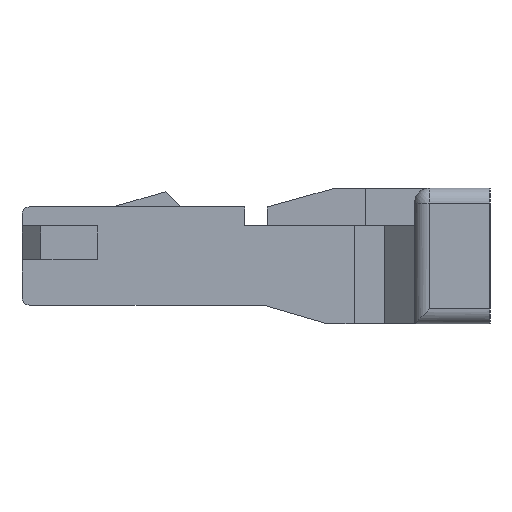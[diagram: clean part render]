
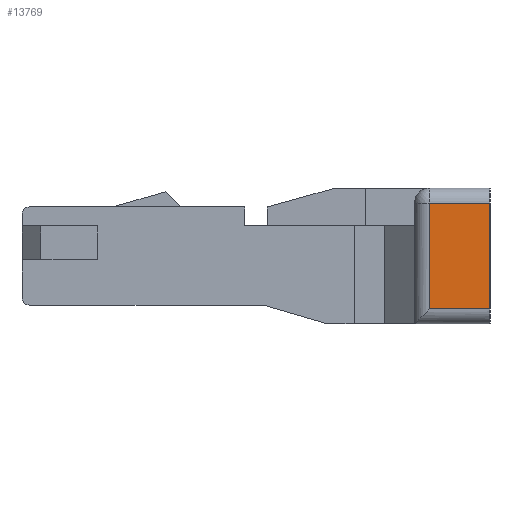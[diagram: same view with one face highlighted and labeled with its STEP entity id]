
A CAD part, left-side view. The second image highlights one B-rep face of the part: STEP entity #13769.
In plain terms, the highlighted planar face has unit normal (-1, 0, 0).
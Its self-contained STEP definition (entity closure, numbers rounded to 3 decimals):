
#55 = CYLINDRICAL_SURFACE('',#56,0.2);
#56 = AXIS2_PLACEMENT_3D('',#57,#58,#59);
#57 = CARTESIAN_POINT('',(-5.16,-10.582,-0.7));
#58 = DIRECTION('',(0.,1.,0.));
#59 = DIRECTION('',(0.,0.,-1.));
#105 = PLANE('',#106);
#106 = AXIS2_PLACEMENT_3D('',#107,#108,#109);
#107 = CARTESIAN_POINT('',(-5.36,-2.5,-0.9));
#108 = DIRECTION('',(0.,-1.,0.));
#109 = DIRECTION('',(1.,0.,0.));
#476 = EDGE_CURVE('',#477,#479,#481,.T.);
#477 = VERTEX_POINT('',#478);
#478 = CARTESIAN_POINT('',(-5.36,-2.5,-0.7));
#479 = VERTEX_POINT('',#480);
#480 = CARTESIAN_POINT('',(-5.36,-1.7,-0.7));
#481 = SURFACE_CURVE('',#482,(#486,#515),.PCURVE_S1.);
#482 = LINE('',#483,#484);
#483 = CARTESIAN_POINT('',(-5.36,-2.5,-0.7));
#484 = VECTOR('',#485,1.);
#485 = DIRECTION('',(0.,1.,0.));
#486 = PCURVE('',#55,#487);
#487 = DEFINITIONAL_REPRESENTATION('',(#488),#514);
#488 = B_SPLINE_CURVE_WITH_KNOTS('',3,(#489,#490,#491,#492,#493,#494,
    #495,#496,#497,#498,#499,#500,#501,#502,#503,#504,#505,#506,#507,
    #508,#509,#510,#511,#512,#513),.UNSPECIFIED.,.F.,.F.,(4,1,1,1,1,1,1,
    1,1,1,1,1,1,1,1,1,1,1,1,1,1,1,4),(0.,0.036,
    0.073,0.109,0.145,0.182,
    0.218,0.255,0.291,0.327,
    0.364,0.4,0.436,0.473,0.509,
    0.545,0.582,0.618,0.655,
    0.691,0.727,0.764,0.8),
  .QUASI_UNIFORM_KNOTS.);
#489 = CARTESIAN_POINT('',(1.571,8.082));
#490 = CARTESIAN_POINT('',(1.571,8.094));
#491 = CARTESIAN_POINT('',(1.571,8.119));
#492 = CARTESIAN_POINT('',(1.571,8.155));
#493 = CARTESIAN_POINT('',(1.571,8.191));
#494 = CARTESIAN_POINT('',(1.571,8.228));
#495 = CARTESIAN_POINT('',(1.571,8.264));
#496 = CARTESIAN_POINT('',(1.571,8.301));
#497 = CARTESIAN_POINT('',(1.571,8.337));
#498 = CARTESIAN_POINT('',(1.571,8.373));
#499 = CARTESIAN_POINT('',(1.571,8.41));
#500 = CARTESIAN_POINT('',(1.571,8.446));
#501 = CARTESIAN_POINT('',(1.571,8.482));
#502 = CARTESIAN_POINT('',(1.571,8.519));
#503 = CARTESIAN_POINT('',(1.571,8.555));
#504 = CARTESIAN_POINT('',(1.571,8.591));
#505 = CARTESIAN_POINT('',(1.571,8.628));
#506 = CARTESIAN_POINT('',(1.571,8.664));
#507 = CARTESIAN_POINT('',(1.571,8.701));
#508 = CARTESIAN_POINT('',(1.571,8.737));
#509 = CARTESIAN_POINT('',(1.571,8.773));
#510 = CARTESIAN_POINT('',(1.571,8.81));
#511 = CARTESIAN_POINT('',(1.571,8.846));
#512 = CARTESIAN_POINT('',(1.571,8.87));
#513 = CARTESIAN_POINT('',(1.571,8.882));
#514 = ( GEOMETRIC_REPRESENTATION_CONTEXT(2) 
PARAMETRIC_REPRESENTATION_CONTEXT() REPRESENTATION_CONTEXT('2D SPACE',''
  ) );
#515 = PCURVE('',#516,#521);
#516 = PLANE('',#517);
#517 = AXIS2_PLACEMENT_3D('',#518,#519,#520);
#518 = CARTESIAN_POINT('',(-5.36,-1.5,-0.9));
#519 = DIRECTION('',(-1.,0.,0.));
#520 = DIRECTION('',(0.,-1.,0.));
#521 = DEFINITIONAL_REPRESENTATION('',(#522),#526);
#522 = LINE('',#523,#524);
#523 = CARTESIAN_POINT('',(1.,0.2));
#524 = VECTOR('',#525,1.);
#525 = DIRECTION('',(-1.,0.));
#526 = ( GEOMETRIC_REPRESENTATION_CONTEXT(2) 
PARAMETRIC_REPRESENTATION_CONTEXT() REPRESENTATION_CONTEXT('2D SPACE',''
  ) );
#593 = CYLINDRICAL_SURFACE('',#594,0.2);
#594 = AXIS2_PLACEMENT_3D('',#595,#596,#597);
#595 = CARTESIAN_POINT('',(-5.16,-1.7,-3.246));
#596 = DIRECTION('',(0.,0.,1.));
#597 = DIRECTION('',(0.,1.,0.));
#880 = EDGE_CURVE('',#477,#881,#883,.T.);
#881 = VERTEX_POINT('',#882);
#882 = CARTESIAN_POINT('',(-5.36,-2.5,0.7));
#883 = SURFACE_CURVE('',#884,(#888,#895),.PCURVE_S1.);
#884 = LINE('',#885,#886);
#885 = CARTESIAN_POINT('',(-5.36,-2.5,-0.7));
#886 = VECTOR('',#887,1.);
#887 = DIRECTION('',(0.,0.,1.));
#888 = PCURVE('',#105,#889);
#889 = DEFINITIONAL_REPRESENTATION('',(#890),#894);
#890 = LINE('',#891,#892);
#891 = CARTESIAN_POINT('',(0.,0.2));
#892 = VECTOR('',#893,1.);
#893 = DIRECTION('',(0.,1.));
#894 = ( GEOMETRIC_REPRESENTATION_CONTEXT(2) 
PARAMETRIC_REPRESENTATION_CONTEXT() REPRESENTATION_CONTEXT('2D SPACE',''
  ) );
#895 = PCURVE('',#516,#896);
#896 = DEFINITIONAL_REPRESENTATION('',(#897),#901);
#897 = LINE('',#898,#899);
#898 = CARTESIAN_POINT('',(1.,0.2));
#899 = VECTOR('',#900,1.);
#900 = DIRECTION('',(0.,1.));
#901 = ( GEOMETRIC_REPRESENTATION_CONTEXT(2) 
PARAMETRIC_REPRESENTATION_CONTEXT() REPRESENTATION_CONTEXT('2D SPACE',''
  ) );
#920 = CYLINDRICAL_SURFACE('',#921,0.2);
#921 = AXIS2_PLACEMENT_3D('',#922,#923,#924);
#922 = CARTESIAN_POINT('',(-5.16,-10.582,0.7));
#923 = DIRECTION('',(0.,1.,0.));
#924 = DIRECTION('',(-1.,0.,0.));
#13658 = VERTEX_POINT('',#13659);
#13659 = CARTESIAN_POINT('',(-5.36,-1.7,0.7));
#13727 = EDGE_CURVE('',#479,#13658,#13728,.T.);
#13728 = SURFACE_CURVE('',#13729,(#13733,#13762),.PCURVE_S1.);
#13729 = LINE('',#13730,#13731);
#13730 = CARTESIAN_POINT('',(-5.36,-1.7,-0.7));
#13731 = VECTOR('',#13732,1.);
#13732 = DIRECTION('',(0.,0.,1.));
#13733 = PCURVE('',#593,#13734);
#13734 = DEFINITIONAL_REPRESENTATION('',(#13735),#13761);
#13735 = B_SPLINE_CURVE_WITH_KNOTS('',3,(#13736,#13737,#13738,#13739,
    #13740,#13741,#13742,#13743,#13744,#13745,#13746,#13747,#13748,
    #13749,#13750,#13751,#13752,#13753,#13754,#13755,#13756,#13757,
    #13758,#13759,#13760),.UNSPECIFIED.,.F.,.F.,(4,1,1,1,1,1,1,1,1,1,1,1
    ,1,1,1,1,1,1,1,1,1,1,4),(0.,0.064,0.127,
    0.191,0.255,0.318,0.382,
    0.445,0.509,0.573,0.636,0.7,
    0.764,0.827,0.891,0.955,
    1.018,1.082,1.145,1.209,
    1.273,1.336,1.4),.QUASI_UNIFORM_KNOTS.);
#13736 = CARTESIAN_POINT('',(1.571,2.546));
#13737 = CARTESIAN_POINT('',(1.571,2.568));
#13738 = CARTESIAN_POINT('',(1.571,2.61));
#13739 = CARTESIAN_POINT('',(1.571,2.674));
#13740 = CARTESIAN_POINT('',(1.571,2.737));
#13741 = CARTESIAN_POINT('',(1.571,2.801));
#13742 = CARTESIAN_POINT('',(1.571,2.865));
#13743 = CARTESIAN_POINT('',(1.571,2.928));
#13744 = CARTESIAN_POINT('',(1.571,2.992));
#13745 = CARTESIAN_POINT('',(1.571,3.056));
#13746 = CARTESIAN_POINT('',(1.571,3.119));
#13747 = CARTESIAN_POINT('',(1.571,3.183));
#13748 = CARTESIAN_POINT('',(1.571,3.246));
#13749 = CARTESIAN_POINT('',(1.571,3.31));
#13750 = CARTESIAN_POINT('',(1.571,3.374));
#13751 = CARTESIAN_POINT('',(1.571,3.437));
#13752 = CARTESIAN_POINT('',(1.571,3.501));
#13753 = CARTESIAN_POINT('',(1.571,3.565));
#13754 = CARTESIAN_POINT('',(1.571,3.628));
#13755 = CARTESIAN_POINT('',(1.571,3.692));
#13756 = CARTESIAN_POINT('',(1.571,3.756));
#13757 = CARTESIAN_POINT('',(1.571,3.819));
#13758 = CARTESIAN_POINT('',(1.571,3.883));
#13759 = CARTESIAN_POINT('',(1.571,3.925));
#13760 = CARTESIAN_POINT('',(1.571,3.946));
#13761 = ( GEOMETRIC_REPRESENTATION_CONTEXT(2) 
PARAMETRIC_REPRESENTATION_CONTEXT() REPRESENTATION_CONTEXT('2D SPACE',''
  ) );
#13762 = PCURVE('',#516,#13763);
#13763 = DEFINITIONAL_REPRESENTATION('',(#13764),#13768);
#13764 = LINE('',#13765,#13766);
#13765 = CARTESIAN_POINT('',(0.2,0.2));
#13766 = VECTOR('',#13767,1.);
#13767 = DIRECTION('',(0.,1.));
#13768 = ( GEOMETRIC_REPRESENTATION_CONTEXT(2) 
PARAMETRIC_REPRESENTATION_CONTEXT() REPRESENTATION_CONTEXT('2D SPACE',''
  ) );
#13769 = ADVANCED_FACE('',(#13770),#516,.T.);
#13770 = FACE_BOUND('',#13771,.F.);
#13771 = EDGE_LOOP('',(#13772,#13815,#13816,#13817));
#13772 = ORIENTED_EDGE('',*,*,#13773,.F.);
#13773 = EDGE_CURVE('',#881,#13658,#13774,.T.);
#13774 = SURFACE_CURVE('',#13775,(#13779,#13786),.PCURVE_S1.);
#13775 = LINE('',#13776,#13777);
#13776 = CARTESIAN_POINT('',(-5.36,-2.5,0.7));
#13777 = VECTOR('',#13778,1.);
#13778 = DIRECTION('',(0.,1.,0.));
#13779 = PCURVE('',#516,#13780);
#13780 = DEFINITIONAL_REPRESENTATION('',(#13781),#13785);
#13781 = LINE('',#13782,#13783);
#13782 = CARTESIAN_POINT('',(1.,1.6));
#13783 = VECTOR('',#13784,1.);
#13784 = DIRECTION('',(-1.,0.));
#13785 = ( GEOMETRIC_REPRESENTATION_CONTEXT(2) 
PARAMETRIC_REPRESENTATION_CONTEXT() REPRESENTATION_CONTEXT('2D SPACE',''
  ) );
#13786 = PCURVE('',#920,#13787);
#13787 = DEFINITIONAL_REPRESENTATION('',(#13788),#13814);
#13788 = B_SPLINE_CURVE_WITH_KNOTS('',3,(#13789,#13790,#13791,#13792,
    #13793,#13794,#13795,#13796,#13797,#13798,#13799,#13800,#13801,
    #13802,#13803,#13804,#13805,#13806,#13807,#13808,#13809,#13810,
    #13811,#13812,#13813),.UNSPECIFIED.,.F.,.F.,(4,1,1,1,1,1,1,1,1,1,1,1
    ,1,1,1,1,1,1,1,1,1,1,4),(0.,0.036,
    0.073,0.109,0.145,0.182,
    0.218,0.255,0.291,0.327,
    0.364,0.4,0.436,0.473,0.509,
    0.545,0.582,0.618,0.655,
    0.691,0.727,0.764,0.8),
  .QUASI_UNIFORM_KNOTS.);
#13789 = CARTESIAN_POINT('',(0.,8.082));
#13790 = CARTESIAN_POINT('',(0.,8.094));
#13791 = CARTESIAN_POINT('',(0.,8.119));
#13792 = CARTESIAN_POINT('',(0.,8.155));
#13793 = CARTESIAN_POINT('',(0.,8.191));
#13794 = CARTESIAN_POINT('',(0.,8.228));
#13795 = CARTESIAN_POINT('',(0.,8.264));
#13796 = CARTESIAN_POINT('',(0.,8.301));
#13797 = CARTESIAN_POINT('',(0.,8.337));
#13798 = CARTESIAN_POINT('',(0.,8.373));
#13799 = CARTESIAN_POINT('',(0.,8.41));
#13800 = CARTESIAN_POINT('',(0.,8.446));
#13801 = CARTESIAN_POINT('',(0.,8.482));
#13802 = CARTESIAN_POINT('',(0.,8.519));
#13803 = CARTESIAN_POINT('',(0.,8.555));
#13804 = CARTESIAN_POINT('',(0.,8.591));
#13805 = CARTESIAN_POINT('',(0.,8.628));
#13806 = CARTESIAN_POINT('',(0.,8.664));
#13807 = CARTESIAN_POINT('',(0.,8.701));
#13808 = CARTESIAN_POINT('',(0.,8.737));
#13809 = CARTESIAN_POINT('',(0.,8.773));
#13810 = CARTESIAN_POINT('',(0.,8.81));
#13811 = CARTESIAN_POINT('',(0.,8.846));
#13812 = CARTESIAN_POINT('',(0.,8.87));
#13813 = CARTESIAN_POINT('',(0.,8.882));
#13814 = ( GEOMETRIC_REPRESENTATION_CONTEXT(2) 
PARAMETRIC_REPRESENTATION_CONTEXT() REPRESENTATION_CONTEXT('2D SPACE',''
  ) );
#13815 = ORIENTED_EDGE('',*,*,#880,.F.);
#13816 = ORIENTED_EDGE('',*,*,#476,.T.);
#13817 = ORIENTED_EDGE('',*,*,#13727,.T.);
